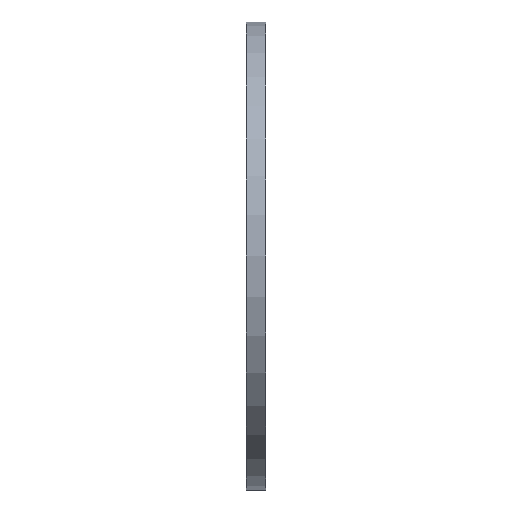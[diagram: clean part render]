
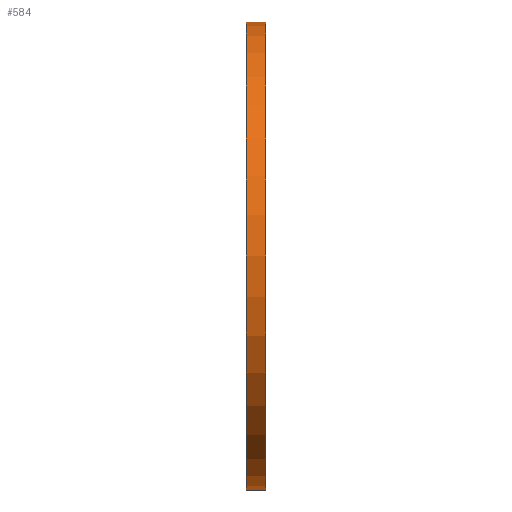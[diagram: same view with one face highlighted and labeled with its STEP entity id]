
A CAD part, left-side view. The second image highlights one B-rep face of the part: STEP entity #584.
In plain terms, the highlighted cylindrical face has radius 335 mm (diameter 670 mm), a partial arc.
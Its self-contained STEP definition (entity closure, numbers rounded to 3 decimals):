
#72 = ORIENTED_EDGE ( 'NONE', *, *, #246, .T. ) ;
#121 = EDGE_CURVE ( 'NONE', #137, #930, #498, .T. ) ;
#137 = VERTEX_POINT ( 'NONE', #1634 ) ;
#214 = VERTEX_POINT ( 'NONE', #598 ) ;
#217 = ORIENTED_EDGE ( 'NONE', *, *, #121, .F. ) ;
#244 = DIRECTION ( 'NONE',  ( 0., -1., 0. ) ) ;
#246 = EDGE_CURVE ( 'NONE', #1488, #930, #326, .T. ) ;
#261 = DIRECTION ( 'NONE',  ( 0., 0., 1. ) ) ;
#274 = DIRECTION ( 'NONE',  ( 0., 1., 0. ) ) ;
#289 = CARTESIAN_POINT ( 'NONE',  ( 0., 28., -335. ) ) ;
#312 = CARTESIAN_POINT ( 'NONE',  ( 0., 0., 335. ) ) ;
#321 = EDGE_CURVE ( 'NONE', #214, #1488, #1566, .T. ) ;
#326 = CIRCLE ( 'NONE', #1350, 335. ) ;
#470 = AXIS2_PLACEMENT_3D ( 'NONE', #1416, #1401, #261 ) ;
#476 = ORIENTED_EDGE ( 'NONE', *, *, #1647, .F. ) ;
#477 = DIRECTION ( 'NONE',  ( 0., 0., -1. ) ) ;
#498 = LINE ( 'NONE', #1154, #537 ) ;
#537 = VECTOR ( 'NONE', #244, 1000. ) ;
#584 = ADVANCED_FACE ( 'NONE', ( #853 ), #1018, .T. ) ;
#598 = CARTESIAN_POINT ( 'NONE',  ( 0., 28., -335. ) ) ;
#671 = AXIS2_PLACEMENT_3D ( 'NONE', #1516, #1278, #477 ) ;
#705 = ORIENTED_EDGE ( 'NONE', *, *, #321, .T. ) ;
#853 = FACE_OUTER_BOUND ( 'NONE', #1442, .T. ) ;
#930 = VERTEX_POINT ( 'NONE', #312 ) ;
#1018 = CYLINDRICAL_SURFACE ( 'NONE', #671, 335. ) ;
#1042 = DIRECTION ( 'NONE',  ( 0., -1., 0. ) ) ;
#1128 = CARTESIAN_POINT ( 'NONE',  ( 0., 0., -335. ) ) ;
#1154 = CARTESIAN_POINT ( 'NONE',  ( 0., 28., 335. ) ) ;
#1167 = DIRECTION ( 'NONE',  ( 0., 0., 1. ) ) ;
#1278 = DIRECTION ( 'NONE',  ( 0., -1., 0. ) ) ;
#1350 = AXIS2_PLACEMENT_3D ( 'NONE', #1549, #274, #1167 ) ;
#1359 = VECTOR ( 'NONE', #1042, 1000. ) ;
#1389 = CIRCLE ( 'NONE', #470, 335. ) ;
#1401 = DIRECTION ( 'NONE',  ( 0., 1., 0. ) ) ;
#1416 = CARTESIAN_POINT ( 'NONE',  ( 0., 28., 0. ) ) ;
#1442 = EDGE_LOOP ( 'NONE', ( #217, #476, #705, #72 ) ) ;
#1488 = VERTEX_POINT ( 'NONE', #1128 ) ;
#1516 = CARTESIAN_POINT ( 'NONE',  ( 0., 28., 0. ) ) ;
#1549 = CARTESIAN_POINT ( 'NONE',  ( 0., 0., 0. ) ) ;
#1566 = LINE ( 'NONE', #289, #1359 ) ;
#1634 = CARTESIAN_POINT ( 'NONE',  ( 0., 28., 335. ) ) ;
#1647 = EDGE_CURVE ( 'NONE', #214, #137, #1389, .T. ) ;
